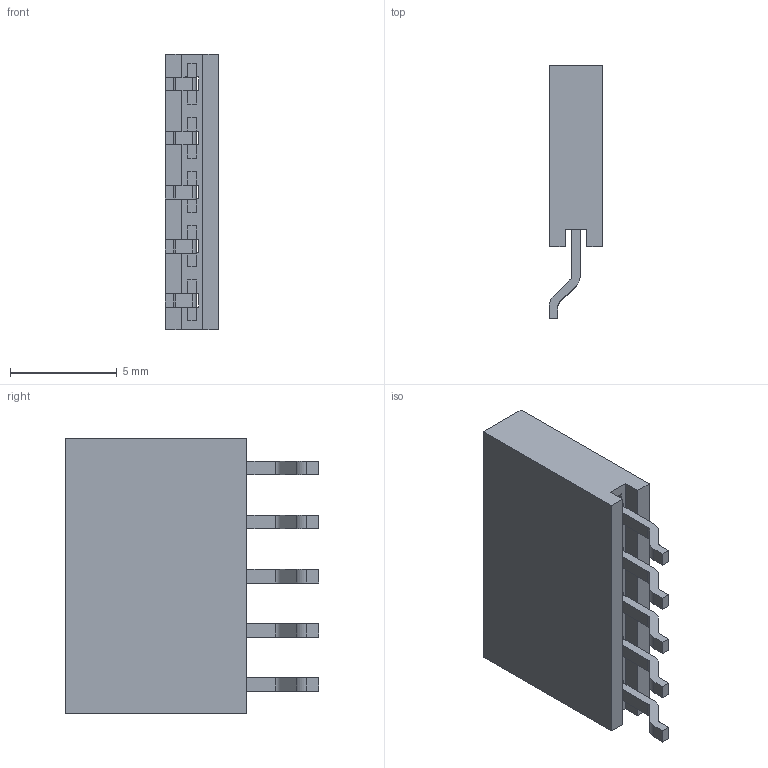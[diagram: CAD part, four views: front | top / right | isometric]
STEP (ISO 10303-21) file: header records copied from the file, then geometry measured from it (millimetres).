
FILE_DESCRIPTION(('STEP AP242'),'1');
FILE_NAME('m20-7910542r.stp','2023-10-27T02:13:48',('TraceParts'),('TraceParts S.A.'),'Spatial InterOp 3D',' ',' ');
FILE_SCHEMA(('AP242_MANAGED_MODEL_BASED_3D_ENGINEERING_MIM_LF {1 0 10303 442 1 1 4}'));
Length unit declared in the file: millimetre
Products named in the file (1): m20-7910542r_1
Bounding box: 2.5 x 11.9 x 12.95 mm (x, y, z)
Volume: 250.8 mm3; surface area: 701.6 mm2
Topology: 6 solids, 6 shells, 245 faces, 664 edges, 436 vertices
Faces by surface type: plane 190, cylinder 55
Entity records: 8252 total; most frequent: CARTESIAN_POINT 1351, ORIENTED_EDGE 1328, DIRECTION 1276, EDGE_CURVE 664, LINE 554, VECTOR 554, VERTEX_POINT 436, AXIS2_PLACEMENT_3D 361
